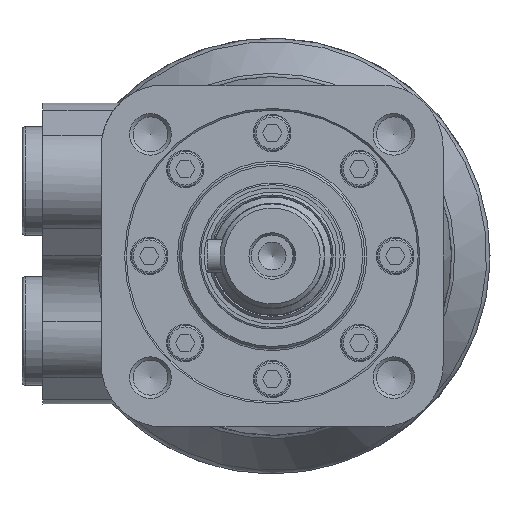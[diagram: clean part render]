
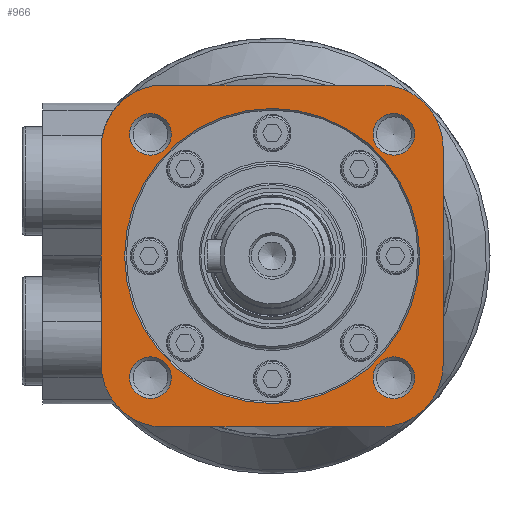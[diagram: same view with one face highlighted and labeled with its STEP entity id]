
A CAD part, left-side view. The second image highlights one B-rep face of the part: STEP entity #966.
In plain terms, the highlighted planar face has unit normal (-1, 0, 0).
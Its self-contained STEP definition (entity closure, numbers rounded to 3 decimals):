
#966 = ADVANCED_FACE( '', ( #2137, #2138, #2139, #2140, #2141, #2142 ), #2143, .F. );
#2137 = FACE_BOUND( '', #3531, .T. );
#2138 = FACE_BOUND( '', #3532, .T. );
#2139 = FACE_BOUND( '', #3533, .T. );
#2140 = FACE_BOUND( '', #3534, .T. );
#2141 = FACE_OUTER_BOUND( '', #3535, .T. );
#2142 = FACE_BOUND( '', #3536, .T. );
#2143 = PLANE( '', #3537 );
#3531 = EDGE_LOOP( '', ( #5807 ) );
#3532 = EDGE_LOOP( '', ( #5808 ) );
#3533 = EDGE_LOOP( '', ( #5809 ) );
#3534 = EDGE_LOOP( '', ( #5810 ) );
#3535 = EDGE_LOOP( '', ( #5811, #5812, #5813, #5814, #5815, #5816, #5817, #5818 ) );
#3536 = EDGE_LOOP( '', ( #5819 ) );
#3537 = AXIS2_PLACEMENT_3D( '', #5820, #5821, #5822 );
#5807 = ORIENTED_EDGE( '', *, *, #8012, .T. );
#5808 = ORIENTED_EDGE( '', *, *, #7535, .T. );
#5809 = ORIENTED_EDGE( '', *, *, #8013, .T. );
#5810 = ORIENTED_EDGE( '', *, *, #7924, .T. );
#5811 = ORIENTED_EDGE( '', *, *, #8014, .F. );
#5812 = ORIENTED_EDGE( '', *, *, #8015, .F. );
#5813 = ORIENTED_EDGE( '', *, *, #8016, .F. );
#5814 = ORIENTED_EDGE( '', *, *, #7251, .F. );
#5815 = ORIENTED_EDGE( '', *, *, #8017, .F. );
#5816 = ORIENTED_EDGE( '', *, *, #8018, .F. );
#5817 = ORIENTED_EDGE( '', *, *, #7257, .F. );
#5818 = ORIENTED_EDGE( '', *, *, #8019, .F. );
#5819 = ORIENTED_EDGE( '', *, *, #8020, .T. );
#5820 = CARTESIAN_POINT( '', ( 0., 0., 0. ) );
#5821 = DIRECTION( '', ( 1., 0., 0. ) );
#5822 = DIRECTION( '', ( 0., 0., -1. ) );
#7251 = EDGE_CURVE( '', #8407, #8409, #8410, .T. );
#7257 = EDGE_CURVE( '', #8418, #8414, #8420, .T. );
#7535 = EDGE_CURVE( '', #8884, #8884, #8885, .T. );
#7924 = EDGE_CURVE( '', #9469, #9469, #9470, .T. );
#8012 = EDGE_CURVE( '', #9586, #9586, #9587, .T. );
#8013 = EDGE_CURVE( '', #9588, #9588, #9589, .T. );
#8014 = EDGE_CURVE( '', #9590, #9591, #9592, .T. );
#8015 = EDGE_CURVE( '', #9593, #9590, #9594, .T. );
#8016 = EDGE_CURVE( '', #8409, #9593, #9595, .T. );
#8017 = EDGE_CURVE( '', #9596, #8407, #9597, .T. );
#8018 = EDGE_CURVE( '', #8414, #9596, #9598, .T. );
#8019 = EDGE_CURVE( '', #9591, #8418, #9599, .T. );
#8020 = EDGE_CURVE( '', #9600, #9600, #9601, .T. );
#8407 = VERTEX_POINT( '', #10075 );
#8409 = VERTEX_POINT( '', #10078 );
#8410 = LINE( '', #10079, #10080 );
#8414 = VERTEX_POINT( '', #10085 );
#8418 = VERTEX_POINT( '', #10090 );
#8420 = CIRCLE( '', #10093, 15. );
#8884 = VERTEX_POINT( '', #10985 );
#8885 = CIRCLE( '', #10986, 5. );
#9469 = VERTEX_POINT( '', #12156 );
#9470 = CIRCLE( '', #12157, 5. );
#9586 = VERTEX_POINT( '', #12356 );
#9587 = CIRCLE( '', #12357, 5. );
#9588 = VERTEX_POINT( '', #12358 );
#9589 = CIRCLE( '', #12359, 5. );
#9590 = VERTEX_POINT( '', #12360 );
#9591 = VERTEX_POINT( '', #12361 );
#9592 = CIRCLE( '', #12362, 15. );
#9593 = VERTEX_POINT( '', #12363 );
#9594 = LINE( '', #12364, #12365 );
#9595 = CIRCLE( '', #12366, 15. );
#9596 = VERTEX_POINT( '', #12367 );
#9597 = CIRCLE( '', #12368, 15. );
#9598 = LINE( '', #12369, #12370 );
#9599 = LINE( '', #12371, #12372 );
#9600 = VERTEX_POINT( '', #12373 );
#9601 = CIRCLE( '', #12374, 35.4 );
#10075 = CARTESIAN_POINT( '', ( 0., -26., -41. ) );
#10078 = CARTESIAN_POINT( '', ( 0., 26., -41. ) );
#10079 = CARTESIAN_POINT( '', ( 0., -26., -41. ) );
#10080 = VECTOR( '', #13367, 1000. );
#10085 = CARTESIAN_POINT( '', ( 0., -41., 26. ) );
#10090 = CARTESIAN_POINT( '', ( 0., -26., 41. ) );
#10093 = AXIS2_PLACEMENT_3D( '', #13374, #13375, #13376 );
#10985 = CARTESIAN_POINT( '', ( 0., 29.19, -34.19 ) );
#10986 = AXIS2_PLACEMENT_3D( '', #13744, #13745, #13746 );
#12156 = CARTESIAN_POINT( '', ( 0., 29.19, 24.19 ) );
#12157 = AXIS2_PLACEMENT_3D( '', #14184, #14185, #14186 );
#12356 = CARTESIAN_POINT( '', ( 0., -29.19, -34.19 ) );
#12357 = AXIS2_PLACEMENT_3D( '', #14273, #14274, #14275 );
#12358 = CARTESIAN_POINT( '', ( 0., -29.19, 24.19 ) );
#12359 = AXIS2_PLACEMENT_3D( '', #14276, #14277, #14278 );
#12360 = CARTESIAN_POINT( '', ( 0., 41., 26. ) );
#12361 = CARTESIAN_POINT( '', ( 0., 26., 41. ) );
#12362 = AXIS2_PLACEMENT_3D( '', #14279, #14280, #14281 );
#12363 = CARTESIAN_POINT( '', ( 0., 41., -26. ) );
#12364 = CARTESIAN_POINT( '', ( 0., 41., -26. ) );
#12365 = VECTOR( '', #14282, 1000. );
#12366 = AXIS2_PLACEMENT_3D( '', #14283, #14284, #14285 );
#12367 = CARTESIAN_POINT( '', ( 0., -41., -26. ) );
#12368 = AXIS2_PLACEMENT_3D( '', #14286, #14287, #14288 );
#12369 = CARTESIAN_POINT( '', ( 0., -41., 26. ) );
#12370 = VECTOR( '', #14289, 1000. );
#12371 = CARTESIAN_POINT( '', ( 0., 26., 41. ) );
#12372 = VECTOR( '', #14290, 1000. );
#12373 = CARTESIAN_POINT( '', ( 0., 0., -35.4 ) );
#12374 = AXIS2_PLACEMENT_3D( '', #14291, #14292, #14293 );
#13367 = DIRECTION( '', ( 0., 1., 0. ) );
#13374 = CARTESIAN_POINT( '', ( 0., -26., 26. ) );
#13375 = DIRECTION( '', ( 1., 0., 0. ) );
#13376 = DIRECTION( '', ( 0., 0., -1. ) );
#13744 = CARTESIAN_POINT( '', ( 0., 29.19, -29.19 ) );
#13745 = DIRECTION( '', ( 1., 0., 0. ) );
#13746 = DIRECTION( '', ( 0., 0., -1. ) );
#14184 = CARTESIAN_POINT( '', ( 0., 29.19, 29.19 ) );
#14185 = DIRECTION( '', ( 1., 0., 0. ) );
#14186 = DIRECTION( '', ( 0., 0., -1. ) );
#14273 = CARTESIAN_POINT( '', ( 0., -29.19, -29.19 ) );
#14274 = DIRECTION( '', ( 1., 0., 0. ) );
#14275 = DIRECTION( '', ( 0., 0., -1. ) );
#14276 = CARTESIAN_POINT( '', ( 0., -29.19, 29.19 ) );
#14277 = DIRECTION( '', ( 1., 0., 0. ) );
#14278 = DIRECTION( '', ( 0., 0., -1. ) );
#14279 = CARTESIAN_POINT( '', ( 0., 26., 26. ) );
#14280 = DIRECTION( '', ( 1., 0., 0. ) );
#14281 = DIRECTION( '', ( 0., 0., -1. ) );
#14282 = DIRECTION( '', ( 0., 0., 1. ) );
#14283 = CARTESIAN_POINT( '', ( 0., 26., -26. ) );
#14284 = DIRECTION( '', ( 1., 0., 0. ) );
#14285 = DIRECTION( '', ( 0., 0., -1. ) );
#14286 = CARTESIAN_POINT( '', ( 0., -26., -26. ) );
#14287 = DIRECTION( '', ( 1., 0., 0. ) );
#14288 = DIRECTION( '', ( 0., 0., -1. ) );
#14289 = DIRECTION( '', ( 0., 0., -1. ) );
#14290 = DIRECTION( '', ( 0., -1., 0. ) );
#14291 = CARTESIAN_POINT( '', ( 0., 0., 0. ) );
#14292 = DIRECTION( '', ( 1., 0., 0. ) );
#14293 = DIRECTION( '', ( 0., 0., -1. ) );
